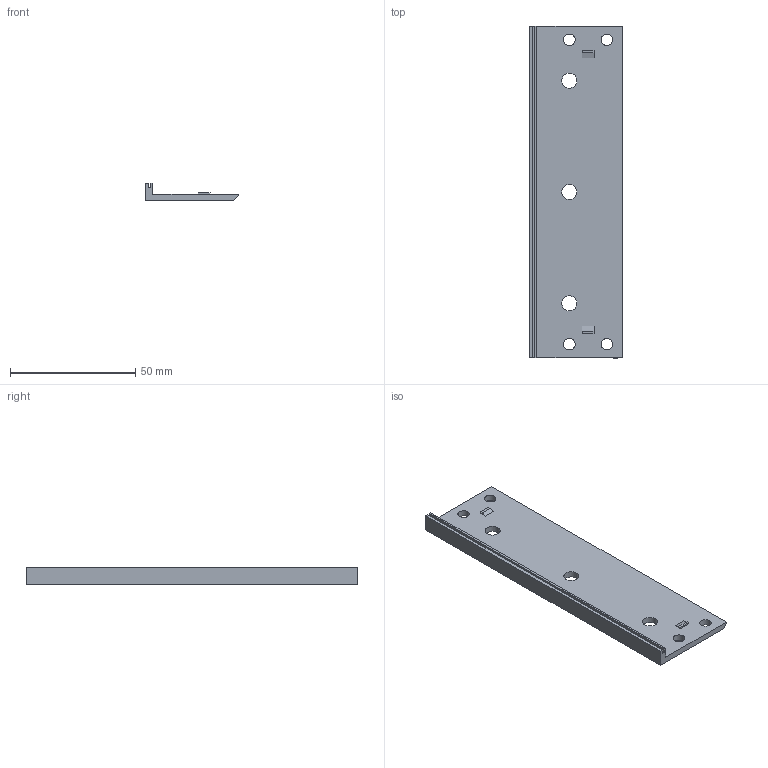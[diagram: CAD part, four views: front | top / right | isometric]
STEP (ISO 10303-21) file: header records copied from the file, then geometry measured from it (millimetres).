
FILE_DESCRIPTION(/* description */ (''),/* implementation_level */ '2;1');
FILE_NAME(/* name */ '86503810_RAP_M_00300.stp',/* time_stamp */ '2014-04-01T14:39:34+02:00',/* author */ ('nowak'),/* organization */ ('Fa. Bopla'),/* preprocessor_version */ 'ST-DEVELOPER v15.2',/* originating_system */ 'Autodesk Inventor 2014',/* authorisation */ '');
FILE_SCHEMA (('AUTOMOTIVE_DESIGN { 1 0 10303 214 3 1 1 }'));
Length unit declared in the file: millimetre
Products named in the file (1): RAP_M_00300_3DSYM
Bounding box: 37.3 x 132.55 x 6.9 mm (x, y, z)
Volume: 13230.3 mm3; surface area: 12249.5 mm2
Topology: 1 solids, 1 shells, 40 faces, 116 edges, 82 vertices
Faces by surface type: plane 33, cylinder 7
Full cylindrical faces by diameter (mm): 4.6 x4, 6 x3
Entity records: 1389 total; most frequent: CARTESIAN_POINT 239, ORIENTED_EDGE 232, DIRECTION 226, EDGE_CURVE 116, LINE 88, VECTOR 88, VERTEX_POINT 82, AXIS2_PLACEMENT_3D 69
